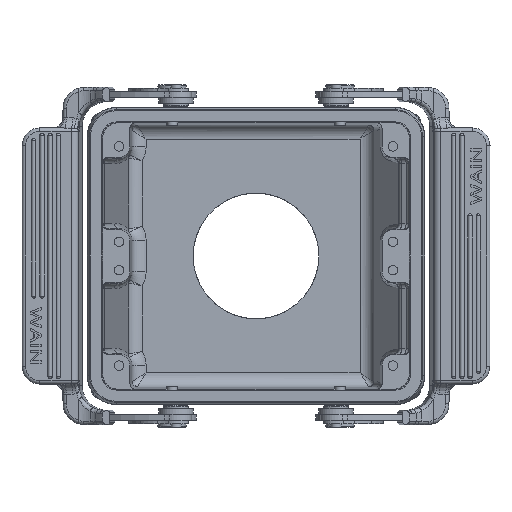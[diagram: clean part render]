
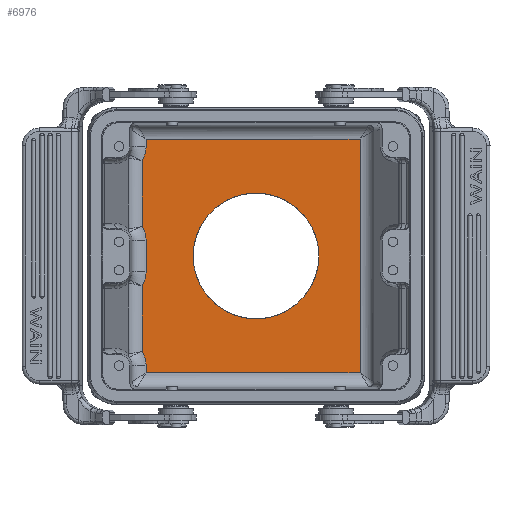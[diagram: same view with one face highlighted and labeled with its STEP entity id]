
A CAD part, front view. The second image highlights one B-rep face of the part: STEP entity #6976.
In plain terms, the highlighted planar face has unit normal (0, -1, 0).
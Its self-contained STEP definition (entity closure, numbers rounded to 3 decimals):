
#6976=ADVANCED_FACE('',(#9531,#9532),#8587,.F.);
#8587=PLANE('',#34537);
#9531=FACE_BOUND('',#10125,.T.);
#9532=FACE_BOUND('',#10126,.T.);
#10125=EDGE_LOOP('',(#17746));
#10126=EDGE_LOOP('',(#17747,#17748,#17749,#17750,#17751,#17752,#17753,#17754,
#17755,#17756,#17757,#17758));
#12150=LINE('',#55496,#14550);
#12152=LINE('',#55504,#14552);
#12157=LINE('',#55780,#14557);
#12229=LINE('',#56453,#14629);
#12230=LINE('',#56457,#14630);
#12231=LINE('',#56459,#14631);
#12232=LINE('',#56461,#14632);
#12233=LINE('',#56463,#14633);
#14550=VECTOR('',#37998,1.);
#14552=VECTOR('',#38006,1.);
#14557=VECTOR('',#38033,1.);
#14629=VECTOR('',#38327,1.);
#14630=VECTOR('',#38330,1.);
#14631=VECTOR('',#38331,1.);
#14632=VECTOR('',#38332,1.);
#14633=VECTOR('',#38333,1.);
#17746=ORIENTED_EDGE('',*,*,#29077,.F.);
#17747=ORIENTED_EDGE('',*,*,#28933,.F.);
#17748=ORIENTED_EDGE('',*,*,#28929,.T.);
#17749=ORIENTED_EDGE('',*,*,#28909,.F.);
#17750=ORIENTED_EDGE('',*,*,#28919,.T.);
#17751=ORIENTED_EDGE('',*,*,#28905,.F.);
#17752=ORIENTED_EDGE('',*,*,#29076,.T.);
#17753=ORIENTED_EDGE('',*,*,#29078,.F.);
#17754=ORIENTED_EDGE('',*,*,#29079,.T.);
#17755=ORIENTED_EDGE('',*,*,#29080,.F.);
#17756=ORIENTED_EDGE('',*,*,#29081,.F.);
#17757=ORIENTED_EDGE('',*,*,#29082,.F.);
#17758=ORIENTED_EDGE('',*,*,#29083,.F.);
#25904=VERTEX_POINT('',#55497);
#25905=VERTEX_POINT('',#55498);
#25907=VERTEX_POINT('',#55505);
#25908=VERTEX_POINT('',#55506);
#25917=VERTEX_POINT('',#55764);
#25920=VERTEX_POINT('',#55781);
#26002=VERTEX_POINT('',#56392);
#26003=VERTEX_POINT('',#56452);
#26004=VERTEX_POINT('',#56454);
#26005=VERTEX_POINT('',#56456);
#26006=VERTEX_POINT('',#56458);
#26007=VERTEX_POINT('',#56460);
#26008=VERTEX_POINT('',#56462);
#28905=EDGE_CURVE('',#25904,#25905,#12150,.T.);
#28909=EDGE_CURVE('',#25907,#25908,#12152,.T.);
#28919=EDGE_CURVE('',#25907,#25905,#32945,.T.);
#28929=EDGE_CURVE('',#25917,#25908,#32947,.T.);
#28933=EDGE_CURVE('',#25917,#25920,#12157,.T.);
#29076=EDGE_CURVE('',#25904,#26002,#32989,.T.);
#29077=EDGE_CURVE('',#26003,#26003,#32990,.T.);
#29078=EDGE_CURVE('',#26004,#26002,#12229,.T.);
#29079=EDGE_CURVE('',#26004,#26005,#32991,.T.);
#29080=EDGE_CURVE('',#26006,#26005,#12230,.T.);
#29081=EDGE_CURVE('',#26007,#26006,#12231,.T.);
#29082=EDGE_CURVE('',#26008,#26007,#12232,.T.);
#29083=EDGE_CURVE('',#25920,#26008,#12233,.T.);
#32945=CIRCLE('',#34416,7.646);
#32947=CIRCLE('',#34422,7.646);
#32989=CIRCLE('',#34533,7.646);
#32990=CIRCLE('',#34535,17.8);
#32991=CIRCLE('',#34536,7.646);
#34416=AXIS2_PLACEMENT_3D('',#55647,#38012,#38013);
#34422=AXIS2_PLACEMENT_3D('',#55763,#38026,#38027);
#34533=AXIS2_PLACEMENT_3D('',#56449,#38321,#38322);
#34535=AXIS2_PLACEMENT_3D('',#56451,#38325,#38326);
#34536=AXIS2_PLACEMENT_3D('',#56455,#38328,#38329);
#34537=AXIS2_PLACEMENT_3D('',#56464,#38334,#38335);
#37998=DIRECTION('',(0.,0.,1.));
#38006=DIRECTION('',(0.,0.,1.));
#38012=DIRECTION('',(0.,1.,0.));
#38013=DIRECTION('',(0.,0.,1.));
#38026=DIRECTION('',(0.,1.,0.));
#38027=DIRECTION('',(0.,0.,1.));
#38033=DIRECTION('',(0.,0.,1.));
#38321=DIRECTION('',(0.,1.,0.));
#38322=DIRECTION('',(0.,0.,1.));
#38325=DIRECTION('',(0.,-1.,0.));
#38326=DIRECTION('',(0.,0.,1.));
#38327=DIRECTION('',(0.,0.,1.));
#38328=DIRECTION('',(0.,1.,0.));
#38329=DIRECTION('',(0.,0.,1.));
#38330=DIRECTION('',(0.,0.,1.));
#38331=DIRECTION('',(-1.,0.,0.));
#38332=DIRECTION('',(0.,0.,-1.));
#38333=DIRECTION('',(1.,0.,0.));
#38334=DIRECTION('',(0.,1.,0.));
#38335=DIRECTION('',(-1.,0.,0.));
#55496=CARTESIAN_POINT('',(-31.104,40.,-4.4));
#55497=CARTESIAN_POINT('',(-31.104,40.,-4.4));
#55498=CARTESIAN_POINT('',(-31.104,40.,4.4));
#55504=CARTESIAN_POINT('',(-32.225,40.,8.385));
#55505=CARTESIAN_POINT('',(-32.225,40.,8.385));
#55506=CARTESIAN_POINT('',(-32.225,40.,27.015));
#55647=CARTESIAN_POINT('',(-38.75,40.,4.4));
#55763=CARTESIAN_POINT('',(-38.75,40.,31.));
#55764=CARTESIAN_POINT('',(-31.104,40.,31.));
#55780=CARTESIAN_POINT('',(-31.104,40.,31.));
#55781=CARTESIAN_POINT('',(-31.104,40.,33.104));
#56392=CARTESIAN_POINT('',(-32.225,40.,-8.385));
#56449=CARTESIAN_POINT('',(-38.75,40.,-4.4));
#56451=CARTESIAN_POINT('',(0.,40.,0.));
#56452=CARTESIAN_POINT('',(0.,40.,17.8));
#56453=CARTESIAN_POINT('',(-32.225,40.,-27.015));
#56454=CARTESIAN_POINT('',(-32.225,40.,-27.015));
#56455=CARTESIAN_POINT('',(-38.75,40.,-31.));
#56456=CARTESIAN_POINT('',(-31.104,40.,-31.));
#56457=CARTESIAN_POINT('',(-31.104,40.,-33.104));
#56458=CARTESIAN_POINT('',(-31.104,40.,-33.104));
#56459=CARTESIAN_POINT('',(32.925,40.,-33.104));
#56460=CARTESIAN_POINT('',(29.448,40.,-33.104));
#56461=CARTESIAN_POINT('',(29.448,40.,-37.75));
#56462=CARTESIAN_POINT('',(29.448,40.,33.104));
#56463=CARTESIAN_POINT('',(35.75,40.,33.104));
#56464=CARTESIAN_POINT('',(32.925,40.,-37.75));
